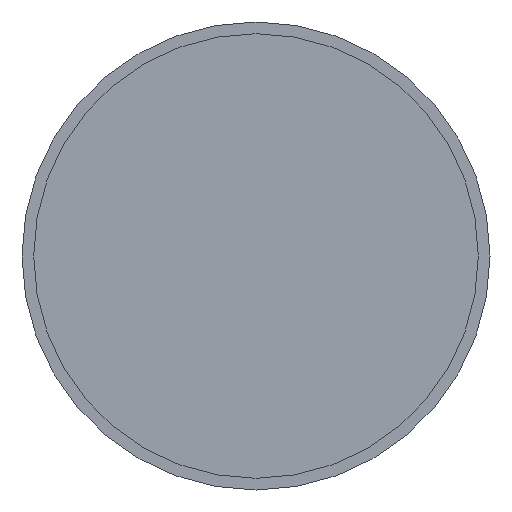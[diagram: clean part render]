
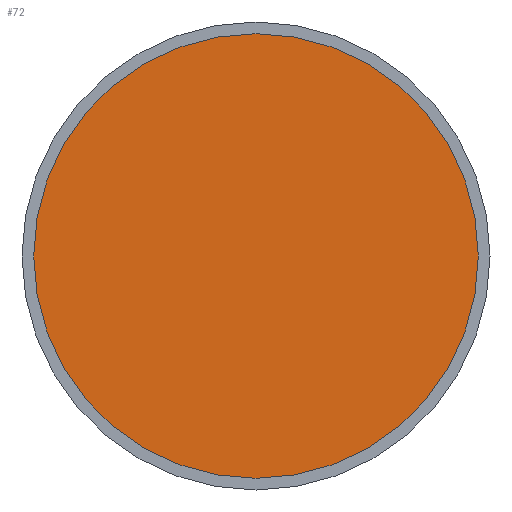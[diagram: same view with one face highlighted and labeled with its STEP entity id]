
A CAD part, front view. The second image highlights one B-rep face of the part: STEP entity #72.
In plain terms, the highlighted planar face has unit normal (0, -1, 0).
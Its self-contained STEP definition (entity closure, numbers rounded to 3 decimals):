
#72 = ADVANCED_FACE( '', ( #160 ), #161, .F. );
#160 = FACE_OUTER_BOUND( '', #266, .T. );
#161 = PLANE( '', #267 );
#266 = EDGE_LOOP( '', ( #437 ) );
#267 = AXIS2_PLACEMENT_3D( '', #438, #439, #440 );
#437 = ORIENTED_EDGE( '', *, *, #569, .T. );
#438 = CARTESIAN_POINT( '', ( 38., -3., 0. ) );
#439 = DIRECTION( '', ( 0., 1., 0. ) );
#440 = DIRECTION( '', ( 0., 0., 1. ) );
#569 = EDGE_CURVE( '', #647, #647, #648, .T. );
#647 = VERTEX_POINT( '', #751 );
#648 = CIRCLE( '', #752, 38. );
#751 = CARTESIAN_POINT( '', ( 0., -3., -38. ) );
#752 = AXIS2_PLACEMENT_3D( '', #873, #874, #875 );
#873 = CARTESIAN_POINT( '', ( 0., -3., 0. ) );
#874 = DIRECTION( '', ( 0., -1., 0. ) );
#875 = DIRECTION( '', ( 0., 0., -1. ) );
